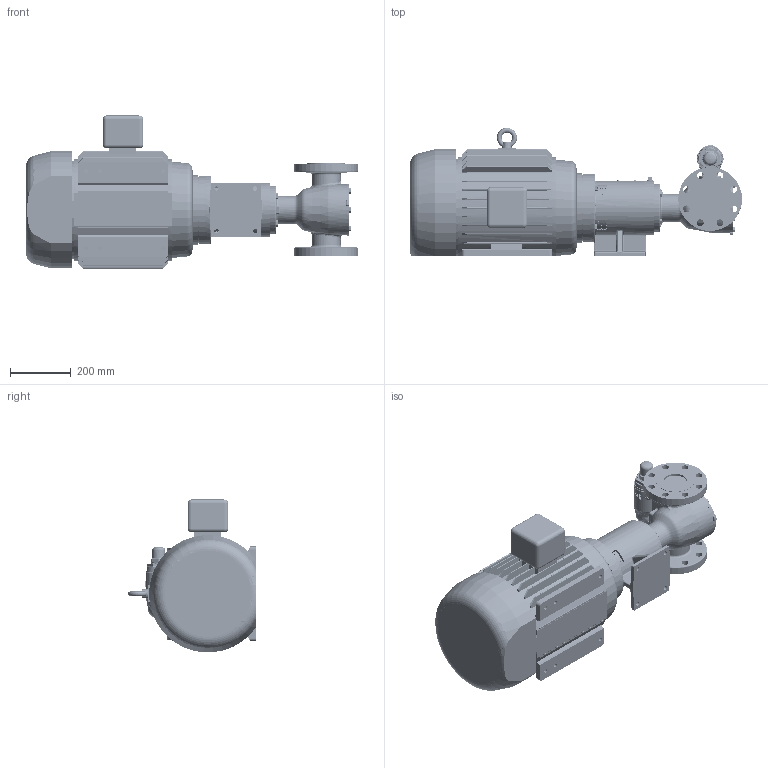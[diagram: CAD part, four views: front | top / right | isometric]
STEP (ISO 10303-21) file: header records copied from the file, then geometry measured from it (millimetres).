
FILE_DESCRIPTION (( 'STEP AP214' ), '1' );
FILE_NAME ('AV-1092.STEP', '2019-12-09T17:36:44', ( '' ), ( '' ), 'SwSTEP 2.0', 'SolidWorks 2018', '' );
FILE_SCHEMA (( 'AUTOMOTIVE_DESIGN' ));
Length unit declared in the file: inch
Products named in the file (1): AV-1092
Bounding box: 1091.82 x 421.73 x 503.17 mm (x, y, z)
Volume: 69782739.4 mm3; surface area: 2188991.4 mm2
Topology: 1 solids, 1 shells, 8692 faces, 22822 edges, 14860 vertices
Faces by surface type: plane 4638, bspline 2700, cylinder 898, cone 255, torus 107, sphere 94
Entity records: 578850 total; most frequent: CARTESIAN_POINT 333598, ORIENTED_EDGE 45464, DIRECTION 29013, EDGE_CURVE 22732, VERTEX_POINT 14852, LINE 12883, VECTOR 12883, EDGE_LOOP 9938
